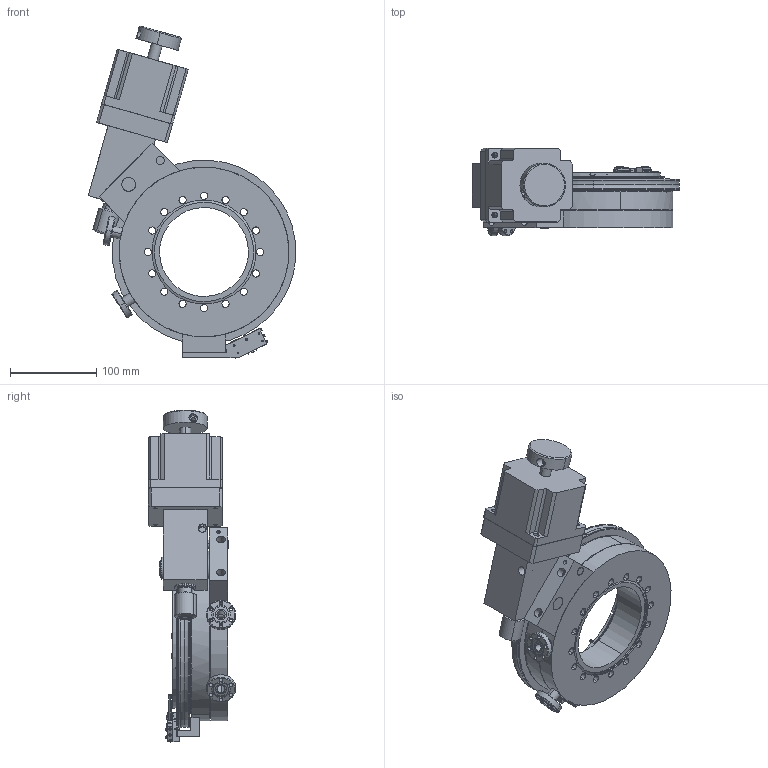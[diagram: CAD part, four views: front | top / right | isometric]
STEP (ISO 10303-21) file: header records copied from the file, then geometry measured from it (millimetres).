
FILE_DESCRIPTION (( 'STEP AP214' ), '1' );
FILE_NAME ('SLO-EX, RNN-400_MS_LS-360.STEP', '2020-09-24T14:31:08', ( '' ), ( '' ), 'SwSTEP 2.0', 'SolidWorks 2010', '' );
FILE_SCHEMA (( 'AUTOMOTIVE_DESIGN' ));
Length unit declared in the file: inch
Products named in the file (1): SLO-EX, RNN-400_MS_LS-360
Bounding box: 240.92 x 101.12 x 385.32 mm (x, y, z)
Surface area: 300110.5 mm2 (no closed solid volume)
Topology: 0 solids, 75 shells, 1011 faces, 5372 edges, 4041 vertices
Faces by surface type: plane 547, cylinder 390, cone 48, torus 18, sphere 8
Entity records: 67889 total; most frequent: CARTESIAN_POINT 12211, DIRECTION 9139, ORIENTED_EDGE 7751, EDGE_CURVE 5370, VERTEX_POINT 4041, VECTOR 3415, LINE 3415, AXIS2_PLACEMENT_3D 2862
